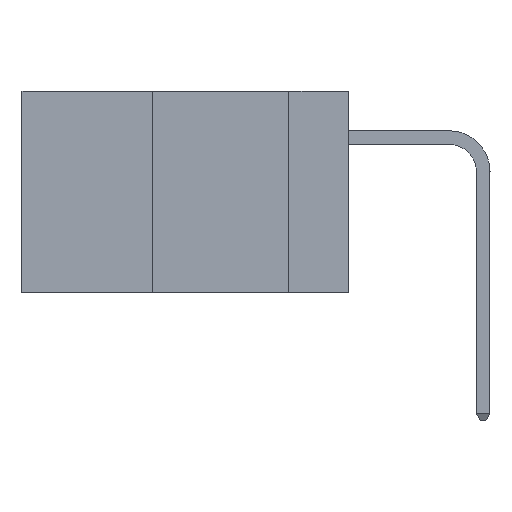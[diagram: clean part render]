
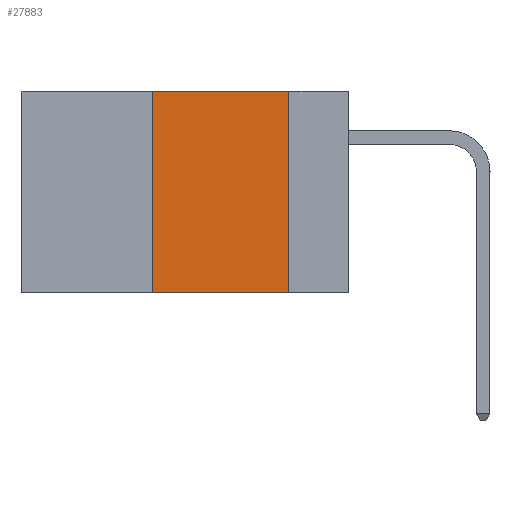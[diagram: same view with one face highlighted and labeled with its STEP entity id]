
A CAD part, left-side view. The second image highlights one B-rep face of the part: STEP entity #27883.
In plain terms, the highlighted planar face has unit normal (-1, 0, 0).
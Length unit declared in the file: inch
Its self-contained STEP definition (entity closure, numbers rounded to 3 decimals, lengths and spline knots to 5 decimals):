
#2698 = EDGE_CURVE ( 'NONE', #2974, #15245, #8900, .T. ) ;
#2974 = VERTEX_POINT ( 'NONE', #13900 ) ;
#3142 = ORIENTED_EDGE ( 'NONE', *, *, #9359, .F. ) ;
#3342 = DIRECTION ( 'NONE',  ( 0., 0., -1. ) ) ;
#5167 = LINE ( 'NONE', #32394, #22484 ) ;
#5354 = FACE_OUTER_BOUND ( 'NONE', #12769, .T. ) ;
#7675 = CARTESIAN_POINT ( 'NONE',  ( 0., 0.6, -0.37 ) ) ;
#8900 = LINE ( 'NONE', #7675, #37997 ) ;
#9285 = DIRECTION ( 'NONE',  ( 1., 0., 0. ) ) ;
#9359 = EDGE_CURVE ( 'NONE', #14701, #15245, #38014, .T. ) ;
#9454 = VERTEX_POINT ( 'NONE', #27058 ) ;
#10915 = DIRECTION ( 'NONE',  ( 0., -1., 0. ) ) ;
#11190 = EDGE_CURVE ( 'NONE', #9454, #14701, #5167, .T. ) ;
#12769 = EDGE_LOOP ( 'NONE', ( #3142, #39416, #12774, #42928 ) ) ;
#12774 = ORIENTED_EDGE ( 'NONE', *, *, #44602, .F. ) ;
#13900 = CARTESIAN_POINT ( 'NONE',  ( 0., 0.36, -0.37 ) ) ;
#14701 = VERTEX_POINT ( 'NONE', #47328 ) ;
#15245 = VERTEX_POINT ( 'NONE', #27098 ) ;
#19488 = DIRECTION ( 'NONE',  ( 0., -1., 0. ) ) ;
#20462 = PLANE ( 'NONE',  #38387 ) ;
#21594 = CARTESIAN_POINT ( 'NONE',  ( 0., 0.36, 0. ) ) ;
#22484 = VECTOR ( 'NONE', #10915, 39.37008 ) ;
#27058 = CARTESIAN_POINT ( 'NONE',  ( 0., 0.36, 0. ) ) ;
#27098 = CARTESIAN_POINT ( 'NONE',  ( 0., 0.11, -0.37 ) ) ;
#27883 = ADVANCED_FACE ( 'NONE', ( #5354 ), #20462, .F. ) ;
#32186 = DIRECTION ( 'NONE',  ( 0., 0., -1. ) ) ;
#32394 = CARTESIAN_POINT ( 'NONE',  ( 0., 0.6, 0. ) ) ;
#37238 = VECTOR ( 'NONE', #44432, 39.37008 ) ;
#37997 = VECTOR ( 'NONE', #19488, 39.37008 ) ;
#38014 = LINE ( 'NONE', #39651, #38621 ) ;
#38387 = AXIS2_PLACEMENT_3D ( 'NONE', #39667, #9285, #32186 ) ;
#38621 = VECTOR ( 'NONE', #3342, 39.37008 ) ;
#39416 = ORIENTED_EDGE ( 'NONE', *, *, #11190, .F. ) ;
#39651 = CARTESIAN_POINT ( 'NONE',  ( 0., 0.11, 0. ) ) ;
#39667 = CARTESIAN_POINT ( 'NONE',  ( 0., 0.6, 0. ) ) ;
#42928 = ORIENTED_EDGE ( 'NONE', *, *, #2698, .T. ) ;
#44432 = DIRECTION ( 'NONE',  ( 0., 0., 1. ) ) ;
#44602 = EDGE_CURVE ( 'NONE', #2974, #9454, #47296, .T. ) ;
#47296 = LINE ( 'NONE', #21594, #37238 ) ;
#47328 = CARTESIAN_POINT ( 'NONE',  ( 0., 0.11, 0. ) ) ;
